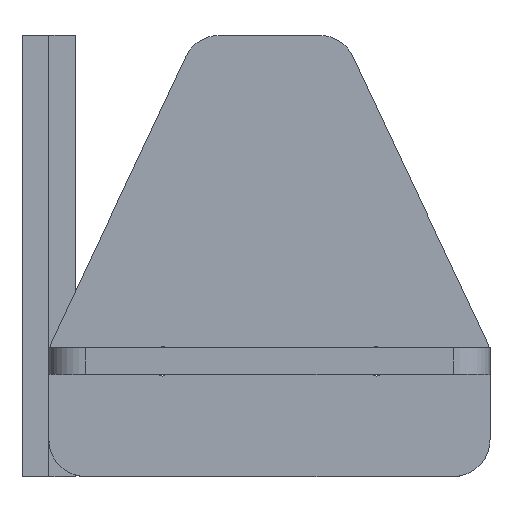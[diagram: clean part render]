
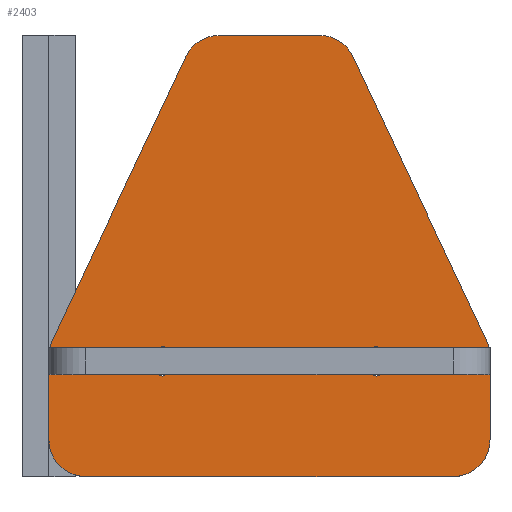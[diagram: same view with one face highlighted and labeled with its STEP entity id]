
A CAD part, top view. The second image highlights one B-rep face of the part: STEP entity #2403.
In plain terms, the highlighted planar face has unit normal (0, 0, 1).
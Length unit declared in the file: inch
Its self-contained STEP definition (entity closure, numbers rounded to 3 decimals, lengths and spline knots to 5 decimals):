
#44=FACE_BOUND('',#271,.T.);
#67=PLANE('',#2594);
#141=FACE_OUTER_BOUND('',#270,.T.);
#270=EDGE_LOOP('',(#1655,#1656,#1657,#1658,#1659,#1660,#1661,#1662,#1663,
#1664,#1665,#1666));
#271=EDGE_LOOP('',(#1667,#1668,#1669,#1670,#1671,#1672,#1673,#1674));
#427=LINE('',#3622,#675);
#431=LINE('',#3635,#679);
#432=LINE('',#3639,#680);
#433=LINE('',#3643,#681);
#434=LINE('',#3647,#682);
#435=LINE('',#3651,#683);
#436=LINE('',#3654,#684);
#437=LINE('',#3655,#685);
#438=LINE('',#3657,#686);
#439=LINE('',#3661,#687);
#675=VECTOR('',#2869,0.3937);
#679=VECTOR('',#2881,0.3937);
#680=VECTOR('',#2884,0.3937);
#681=VECTOR('',#2887,0.3937);
#682=VECTOR('',#2890,0.3937);
#683=VECTOR('',#2893,0.3937);
#684=VECTOR('',#2896,0.3937);
#685=VECTOR('',#2897,0.3937);
#686=VECTOR('',#2898,0.3937);
#687=VECTOR('',#2901,0.3937);
#911=CIRCLE('',#2579,0.125);
#922=CIRCLE('',#2593,0.125);
#923=CIRCLE('',#2595,1.);
#924=CIRCLE('',#2596,1.);
#925=CIRCLE('',#2597,1.);
#926=CIRCLE('',#2598,1.);
#927=CIRCLE('',#2599,1.);
#928=CIRCLE('',#2600,1.);
#929=CIRCLE('',#2601,0.125);
#930=CIRCLE('',#2602,0.125);
#1023=VERTEX_POINT('',#3574);
#1024=VERTEX_POINT('',#3575);
#1045=VERTEX_POINT('',#3621);
#1046=VERTEX_POINT('',#3625);
#1047=VERTEX_POINT('',#3627);
#1048=VERTEX_POINT('',#3631);
#1049=VERTEX_POINT('',#3632);
#1050=VERTEX_POINT('',#3634);
#1051=VERTEX_POINT('',#3636);
#1052=VERTEX_POINT('',#3638);
#1053=VERTEX_POINT('',#3640);
#1054=VERTEX_POINT('',#3642);
#1055=VERTEX_POINT('',#3644);
#1056=VERTEX_POINT('',#3646);
#1057=VERTEX_POINT('',#3648);
#1058=VERTEX_POINT('',#3650);
#1059=VERTEX_POINT('',#3652);
#1060=VERTEX_POINT('',#3656);
#1061=VERTEX_POINT('',#3658);
#1062=VERTEX_POINT('',#3660);
#1263=EDGE_CURVE('',#1023,#1024,#911,.T.);
#1286=EDGE_CURVE('',#1045,#1023,#427,.T.);
#1289=EDGE_CURVE('',#1047,#1046,#922,.T.);
#1291=EDGE_CURVE('',#1048,#1049,#923,.T.);
#1292=EDGE_CURVE('',#1048,#1050,#431,.T.);
#1293=EDGE_CURVE('',#1051,#1050,#924,.T.);
#1294=EDGE_CURVE('',#1051,#1052,#432,.T.);
#1295=EDGE_CURVE('',#1053,#1052,#925,.T.);
#1296=EDGE_CURVE('',#1053,#1054,#433,.T.);
#1297=EDGE_CURVE('',#1055,#1054,#926,.T.);
#1298=EDGE_CURVE('',#1055,#1056,#434,.T.);
#1299=EDGE_CURVE('',#1057,#1056,#927,.T.);
#1300=EDGE_CURVE('',#1057,#1058,#435,.T.);
#1301=EDGE_CURVE('',#1059,#1058,#928,.T.);
#1302=EDGE_CURVE('',#1059,#1049,#436,.T.);
#1303=EDGE_CURVE('',#1024,#1047,#437,.T.);
#1304=EDGE_CURVE('',#1046,#1060,#438,.T.);
#1305=EDGE_CURVE('',#1060,#1061,#929,.T.);
#1306=EDGE_CURVE('',#1061,#1062,#439,.T.);
#1307=EDGE_CURVE('',#1062,#1045,#930,.T.);
#1655=ORIENTED_EDGE('',*,*,#1291,.F.);
#1656=ORIENTED_EDGE('',*,*,#1292,.T.);
#1657=ORIENTED_EDGE('',*,*,#1293,.F.);
#1658=ORIENTED_EDGE('',*,*,#1294,.T.);
#1659=ORIENTED_EDGE('',*,*,#1295,.F.);
#1660=ORIENTED_EDGE('',*,*,#1296,.T.);
#1661=ORIENTED_EDGE('',*,*,#1297,.F.);
#1662=ORIENTED_EDGE('',*,*,#1298,.T.);
#1663=ORIENTED_EDGE('',*,*,#1299,.F.);
#1664=ORIENTED_EDGE('',*,*,#1300,.T.);
#1665=ORIENTED_EDGE('',*,*,#1301,.F.);
#1666=ORIENTED_EDGE('',*,*,#1302,.T.);
#1667=ORIENTED_EDGE('',*,*,#1263,.T.);
#1668=ORIENTED_EDGE('',*,*,#1303,.T.);
#1669=ORIENTED_EDGE('',*,*,#1289,.T.);
#1670=ORIENTED_EDGE('',*,*,#1304,.T.);
#1671=ORIENTED_EDGE('',*,*,#1305,.T.);
#1672=ORIENTED_EDGE('',*,*,#1306,.T.);
#1673=ORIENTED_EDGE('',*,*,#1307,.T.);
#1674=ORIENTED_EDGE('',*,*,#1286,.T.);
#2403=ADVANCED_FACE('',(#141,#44),#67,.T.);
#2579=AXIS2_PLACEMENT_3D('',#3576,#2831,#2832);
#2593=AXIS2_PLACEMENT_3D('',#3628,#2874,#2875);
#2594=AXIS2_PLACEMENT_3D('',#3630,#2877,#2878);
#2595=AXIS2_PLACEMENT_3D('',#3633,#2879,#2880);
#2596=AXIS2_PLACEMENT_3D('',#3637,#2882,#2883);
#2597=AXIS2_PLACEMENT_3D('',#3641,#2885,#2886);
#2598=AXIS2_PLACEMENT_3D('',#3645,#2888,#2889);
#2599=AXIS2_PLACEMENT_3D('',#3649,#2891,#2892);
#2600=AXIS2_PLACEMENT_3D('',#3653,#2894,#2895);
#2601=AXIS2_PLACEMENT_3D('',#3659,#2899,#2900);
#2602=AXIS2_PLACEMENT_3D('',#3662,#2902,#2903);
#2831=DIRECTION('center_axis',(0.,0.,-1.));
#2832=DIRECTION('ref_axis',(1.,0.,0.));
#2869=DIRECTION('',(0.,1.,0.));
#2874=DIRECTION('center_axis',(0.,0.,-1.));
#2875=DIRECTION('ref_axis',(1.,0.,0.));
#2877=DIRECTION('center_axis',(0.,0.,1.));
#2878=DIRECTION('ref_axis',(1.,0.,0.));
#2879=DIRECTION('center_axis',(0.,0.,-1.));
#2880=DIRECTION('ref_axis',(-0.707,-0.707,0.));
#2881=DIRECTION('',(1.,0.,0.));
#2882=DIRECTION('center_axis',(0.,0.,-1.));
#2883=DIRECTION('ref_axis',(0.707,-0.707,0.));
#2884=DIRECTION('',(0.,1.,0.));
#2885=DIRECTION('center_axis',(0.,0.,-1.));
#2886=DIRECTION('ref_axis',(0.976,0.218,0.));
#2887=DIRECTION('',(-0.426,0.905,0.));
#2888=DIRECTION('center_axis',(0.,0.,-1.));
#2889=DIRECTION('ref_axis',(0.536,0.844,0.));
#2890=DIRECTION('',(-1.,0.,0.));
#2891=DIRECTION('center_axis',(0.,0.,-1.));
#2892=DIRECTION('ref_axis',(-0.536,0.844,0.));
#2893=DIRECTION('',(-0.426,-0.905,0.));
#2894=DIRECTION('center_axis',(0.,0.,-1.));
#2895=DIRECTION('ref_axis',(-0.976,0.218,0.));
#2896=DIRECTION('',(0.,-1.,0.));
#2897=DIRECTION('',(1.,0.,0.));
#2898=DIRECTION('',(0.,-1.,0.));
#2899=DIRECTION('center_axis',(0.,0.,-1.));
#2900=DIRECTION('ref_axis',(1.,0.,0.));
#2901=DIRECTION('',(-1.,0.,0.));
#2902=DIRECTION('center_axis',(0.,0.,-1.));
#2903=DIRECTION('ref_axis',(1.,0.,0.));
#3574=CARTESIAN_POINT('',(3.,3.32322,0.72));
#3575=CARTESIAN_POINT('',(3.17678,3.5,0.72));
#3576=CARTESIAN_POINT('Origin',(3.08839,3.41161,0.72));
#3621=CARTESIAN_POINT('',(3.,2.94678,0.72));
#3622=CARTESIAN_POINT('',(3.,2.77,0.72));
#3625=CARTESIAN_POINT('',(9.,3.32322,0.72));
#3627=CARTESIAN_POINT('',(8.82322,3.5,0.72));
#3628=CARTESIAN_POINT('Origin',(8.91161,3.41161,0.72));
#3630=CARTESIAN_POINT('Origin',(6.,6.,0.72));
#3631=CARTESIAN_POINT('',(1.,0.,0.72));
#3632=CARTESIAN_POINT('',(0.,1.,0.72));
#3633=CARTESIAN_POINT('Origin',(1.,1.,0.72));
#3634=CARTESIAN_POINT('',(11.,0.,0.72));
#3635=CARTESIAN_POINT('',(0.,0.,0.72));
#3636=CARTESIAN_POINT('',(12.,1.,0.72));
#3637=CARTESIAN_POINT('Origin',(11.,1.,0.72));
#3638=CARTESIAN_POINT('',(12.,3.27646,0.72));
#3639=CARTESIAN_POINT('',(12.,0.,0.72));
#3640=CARTESIAN_POINT('',(11.90482,3.70226,0.72));
#3641=CARTESIAN_POINT('Origin',(11.,3.27646,0.72));
#3642=CARTESIAN_POINT('',(8.27021,11.4258,0.72));
#3643=CARTESIAN_POINT('',(8.,12.,0.72));
#3644=CARTESIAN_POINT('',(7.36539,12.,0.72));
#3645=CARTESIAN_POINT('Origin',(7.36539,11.,0.72));
#3646=CARTESIAN_POINT('',(4.63461,12.,0.72));
#3647=CARTESIAN_POINT('',(12.,12.,0.72));
#3648=CARTESIAN_POINT('',(3.72979,11.4258,0.72));
#3649=CARTESIAN_POINT('Origin',(4.63461,11.,0.72));
#3650=CARTESIAN_POINT('',(0.09518,3.70226,0.72));
#3651=CARTESIAN_POINT('',(0.,3.5,0.72));
#3652=CARTESIAN_POINT('',(0.,3.27646,0.72));
#3653=CARTESIAN_POINT('Origin',(1.,3.27646,0.72));
#3654=CARTESIAN_POINT('',(0.,12.,0.72));
#3655=CARTESIAN_POINT('',(3.,3.5,0.72));
#3656=CARTESIAN_POINT('',(9.,2.94678,0.72));
#3657=CARTESIAN_POINT('',(9.,3.5,0.72));
#3658=CARTESIAN_POINT('',(8.82322,2.77,0.72));
#3659=CARTESIAN_POINT('Origin',(8.91161,2.85839,0.72));
#3660=CARTESIAN_POINT('',(3.17678,2.77,0.72));
#3661=CARTESIAN_POINT('',(9.,2.77,0.72));
#3662=CARTESIAN_POINT('Origin',(3.08839,2.85839,0.72));
